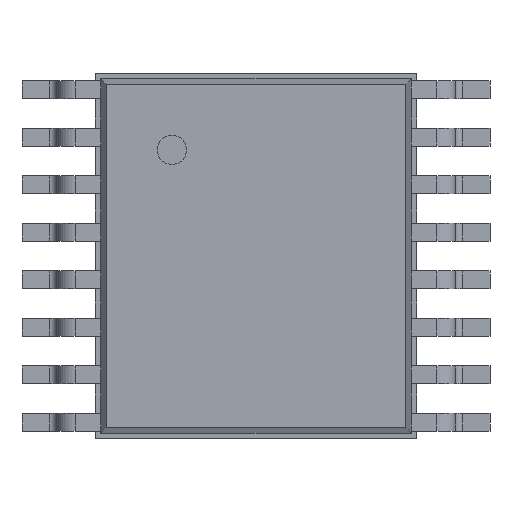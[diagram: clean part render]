
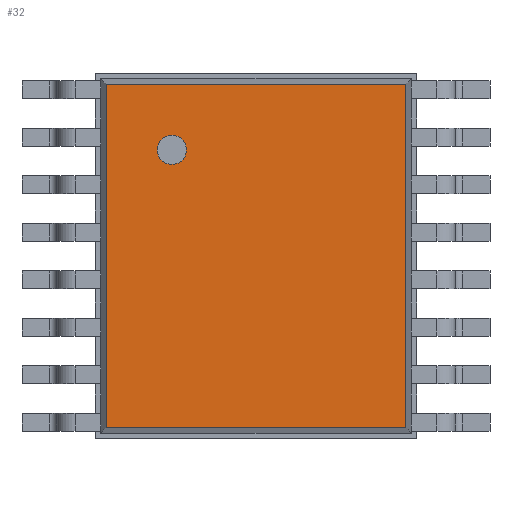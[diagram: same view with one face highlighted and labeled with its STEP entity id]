
A CAD part, top view. The second image highlights one B-rep face of the part: STEP entity #32.
In plain terms, the highlighted planar face has unit normal (0, 0, 1).
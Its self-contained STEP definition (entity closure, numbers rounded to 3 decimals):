
#19=EDGE_LOOP('',(#20));
#20=ORIENTED_EDGE('',*,*,#21,.F.);
#21=EDGE_CURVE('',#22,#22,#24,.T.);
#22=VERTEX_POINT('',#23);
#23=CARTESIAN_POINT('',(-1.15,1.25,1.2));
#24=CIRCLE('',#25,0.2);
#25=AXIS2_PLACEMENT_3D('',#26,#27,#28);
#26=CARTESIAN_POINT('',(-1.15,1.45,1.2));
#27=DIRECTION('',(0.,-0.,-1.));
#28=DIRECTION('',(0.,-1.,0.));
#31=DIRECTION('',(0.,0.,-1.));
#32=ADVANCED_FACE('',(#33,#62),#63,.F.);
#33=FACE_BOUND('',#34,.F.);
#34=EDGE_LOOP('',(#35,#43,#50,#57));
#35=ORIENTED_EDGE('',*,*,#36,.F.);
#36=EDGE_CURVE('',#37,#39,#41,.T.);
#37=VERTEX_POINT('',#38);
#38=CARTESIAN_POINT('',(-2.05,2.35,1.2));
#39=VERTEX_POINT('',#40);
#40=CARTESIAN_POINT('',(-2.05,-2.35,1.2));
#41=LINE('',#38,#42);
#42=VECTOR('',#28,1.);
#43=ORIENTED_EDGE('',*,*,#44,.F.);
#44=EDGE_CURVE('',#45,#37,#47,.T.);
#45=VERTEX_POINT('',#46);
#46=CARTESIAN_POINT('',(2.05,2.35,1.2));
#47=LINE('',#46,#48);
#48=VECTOR('',#49,1.);
#49=DIRECTION('',(-1.,0.,0.));
#50=ORIENTED_EDGE('',*,*,#51,.F.);
#51=EDGE_CURVE('',#52,#45,#54,.T.);
#52=VERTEX_POINT('',#53);
#53=CARTESIAN_POINT('',(2.05,-2.35,1.2));
#54=LINE('',#53,#55);
#55=VECTOR('',#56,1.);
#56=DIRECTION('',(0.,1.,0.));
#57=ORIENTED_EDGE('',*,*,#58,.F.);
#58=EDGE_CURVE('',#39,#52,#59,.T.);
#59=LINE('',#40,#60);
#60=VECTOR('',#61,1.);
#61=DIRECTION('',(1.,0.,0.));
#62=FACE_BOUND('',#19,.F.);
#63=PLANE('',#64);
#64=AXIS2_PLACEMENT_3D('',#38,#31,#65);
#65=DIRECTION('',(0.657,-0.754,0.));
